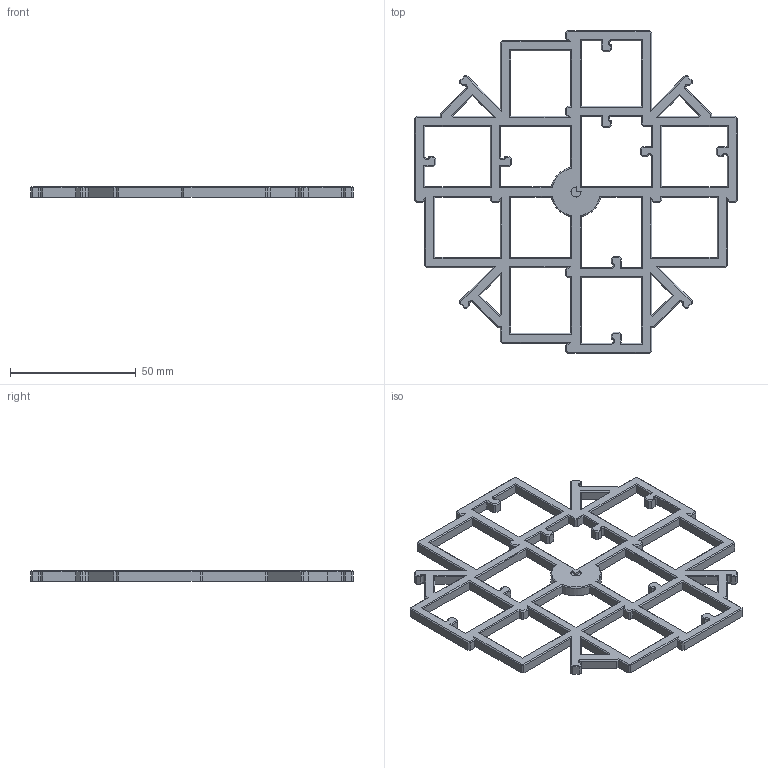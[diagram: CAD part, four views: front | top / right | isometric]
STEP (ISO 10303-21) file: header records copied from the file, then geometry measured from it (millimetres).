
FILE_DESCRIPTION(('Open CASCADE Model'),'2;1');
FILE_NAME('Open CASCADE Shape Model','2024-03-08T17:00:37',('Author'),( 'Open CASCADE'),'Open CASCADE STEP processor 7.7','Open CASCADE 7.7' ,'Unknown');
FILE_SCHEMA(('AUTOMOTIVE_DESIGN { 1 0 10303 214 1 1 1 1 }'));
Length unit declared in the file: millimetre
Products named in the file (1): Open CASCADE STEP translator 7.7 15
Bounding box: 128 x 128 x 4 mm (x, y, z)
Volume: 17741.9 mm3; surface area: 16522.7 mm2
Topology: 1 solids, 1 shells, 426 faces, 1059 edges, 636 vertices
Faces by surface type: plane 395, cylinder 16, cone 15
Entity records: 26672 total; most frequent: CARTESIAN_POINT 5372, DIRECTION 3868, LINE 2865, VECTOR 2865, ORIENTED_EDGE 2118, PCURVE 2118, DEFINITIONAL_REPRESENTATION 2118, EDGE_CURVE 1059
